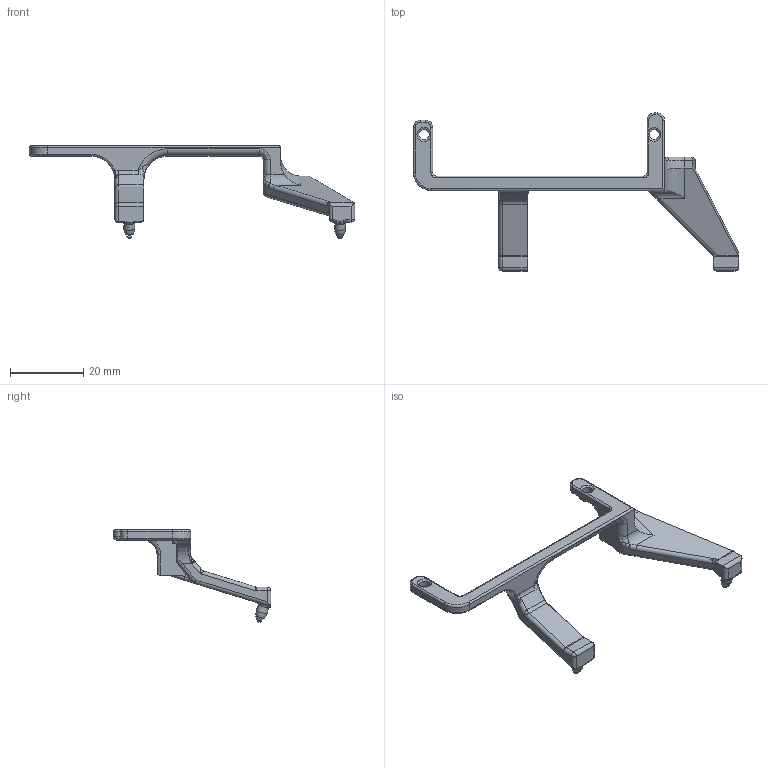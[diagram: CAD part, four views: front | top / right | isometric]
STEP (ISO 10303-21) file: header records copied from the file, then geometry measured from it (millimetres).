
FILE_DESCRIPTION(/* description */ (''),/* implementation_level */ '2;1');
FILE_NAME(/* name */ 'HDMI Driver Mount.step',/* time_stamp */ '2020-06-24T10:48:02-04:00',/* author */ (''),/* organization */ (''),/* preprocessor_version */ 'ST-DEVELOPER v18.1',/* originating_system */ 'Autodesk Translation Framework v9.3.0.1241',/* authorisation */ '');
FILE_SCHEMA (('AUTOMOTIVE_DESIGN { 1 0 10303 214 3 1 1 }'));
Length unit declared in the file: millimetre
Products named in the file (1): HDMI Driver Mount
Bounding box: 89.08 x 43.25 x 25.3 mm (x, y, z)
Volume: 4113.8 mm3; surface area: 3307.6 mm2
Topology: 1 solids, 1 shells, 206 faces, 499 edges, 277 vertices
Faces by surface type: cylinder 83, bspline 54, plane 36, torus 30, cone 2, sphere 1
Full cylindrical faces by diameter (mm): 2.74 x1, 2.846 x1, 3 x2
Entity records: 7824 total; most frequent: CARTESIAN_POINT 3209, DIRECTION 969, ORIENTED_EDGE 966, EDGE_CURVE 483, AXIS2_PLACEMENT_3D 397, VERTEX_POINT 277, EDGE_LOOP 208, FACE_OUTER_BOUND 206
